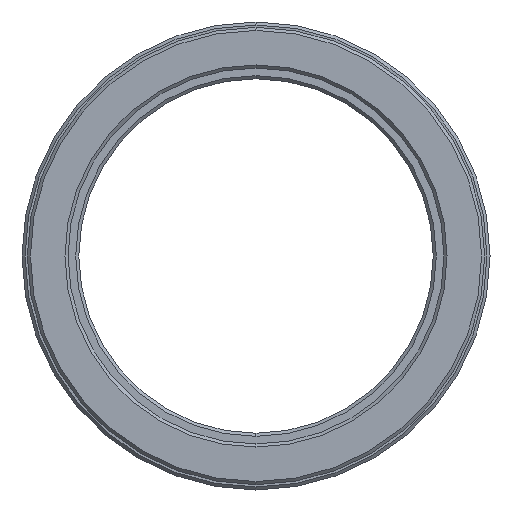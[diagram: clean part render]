
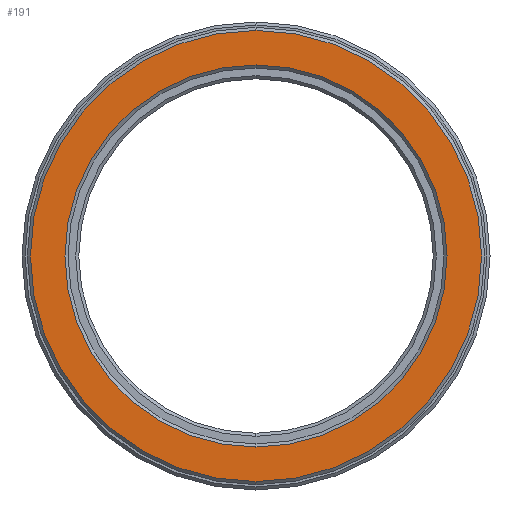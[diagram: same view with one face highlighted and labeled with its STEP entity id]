
A CAD part, left-side view. The second image highlights one B-rep face of the part: STEP entity #191.
In plain terms, the highlighted planar face has unit normal (-1, 0, 0).
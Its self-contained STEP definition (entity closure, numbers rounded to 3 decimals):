
#156 = ORIENTED_EDGE ( 'NONE', *, *, #2404, .T. ) ;
#191 = ADVANCED_FACE ( 'NONE', ( #2088, #9715 ), #8164, .F. ) ;
#587 = ORIENTED_EDGE ( 'NONE', *, *, #4664, .T. ) ;
#633 = DIRECTION ( 'NONE',  ( 0., 0., -1. ) ) ;
#713 = EDGE_CURVE ( 'NONE', #2849, #1374, #3511, .T. ) ;
#763 = CARTESIAN_POINT ( 'NONE',  ( 0., 0., 0. ) ) ;
#985 = AXIS2_PLACEMENT_3D ( 'NONE', #763, #5481, #8473 ) ;
#1226 = DIRECTION ( 'NONE',  ( 0., 0., -1. ) ) ;
#1374 = VERTEX_POINT ( 'NONE', #5060 ) ;
#1442 = CARTESIAN_POINT ( 'NONE',  ( 0., 14.9, 0. ) ) ;
#2088 = FACE_BOUND ( 'NONE', #5154, .T. ) ;
#2146 = CARTESIAN_POINT ( 'NONE',  ( 0., 0., 0. ) ) ;
#2157 = CARTESIAN_POINT ( 'NONE',  ( 0., 0., 12.45 ) ) ;
#2404 = EDGE_CURVE ( 'NONE', #1374, #2849, #8499, .T. ) ;
#2849 = VERTEX_POINT ( 'NONE', #5391 ) ;
#3511 = CIRCLE ( 'NONE', #3679, 14.7 ) ;
#3565 = DIRECTION ( 'NONE',  ( -1., 0., 0. ) ) ;
#3612 = CARTESIAN_POINT ( 'NONE',  ( 0., 0., 0. ) ) ;
#3679 = AXIS2_PLACEMENT_3D ( 'NONE', #2146, #3691, #5986 ) ;
#3691 = DIRECTION ( 'NONE',  ( -1., 0., 0. ) ) ;
#3936 = AXIS2_PLACEMENT_3D ( 'NONE', #3612, #8937, #1226 ) ;
#4664 = EDGE_CURVE ( 'NONE', #5575, #4895, #5678, .T. ) ;
#4783 = AXIS2_PLACEMENT_3D ( 'NONE', #1442, #5173, #7418 ) ;
#4895 = VERTEX_POINT ( 'NONE', #7785 ) ;
#5060 = CARTESIAN_POINT ( 'NONE',  ( 0., 0., 14.7 ) ) ;
#5154 = EDGE_LOOP ( 'NONE', ( #587, #6823 ) ) ;
#5173 = DIRECTION ( 'NONE',  ( 1., 0., 0. ) ) ;
#5391 = CARTESIAN_POINT ( 'NONE',  ( 0., 0., -14.7 ) ) ;
#5469 = ORIENTED_EDGE ( 'NONE', *, *, #713, .T. ) ;
#5481 = DIRECTION ( 'NONE',  ( 1., 0., 0. ) ) ;
#5575 = VERTEX_POINT ( 'NONE', #2157 ) ;
#5678 = CIRCLE ( 'NONE', #3936, 12.45 ) ;
#5954 = AXIS2_PLACEMENT_3D ( 'NONE', #8151, #3565, #633 ) ;
#5986 = DIRECTION ( 'NONE',  ( 0., 0., -1. ) ) ;
#6823 = ORIENTED_EDGE ( 'NONE', *, *, #8135, .T. ) ;
#6973 = EDGE_LOOP ( 'NONE', ( #5469, #156 ) ) ;
#7418 = DIRECTION ( 'NONE',  ( 0., 1., 0. ) ) ;
#7785 = CARTESIAN_POINT ( 'NONE',  ( 0., 0., -12.45 ) ) ;
#8135 = EDGE_CURVE ( 'NONE', #4895, #5575, #9576, .T. ) ;
#8151 = CARTESIAN_POINT ( 'NONE',  ( 0., 0., 0. ) ) ;
#8164 = PLANE ( 'NONE',  #4783 ) ;
#8473 = DIRECTION ( 'NONE',  ( 0., 0., -1. ) ) ;
#8499 = CIRCLE ( 'NONE', #5954, 14.7 ) ;
#8937 = DIRECTION ( 'NONE',  ( 1., 0., 0. ) ) ;
#9576 = CIRCLE ( 'NONE', #985, 12.45 ) ;
#9715 = FACE_OUTER_BOUND ( 'NONE', #6973, .T. ) ;
